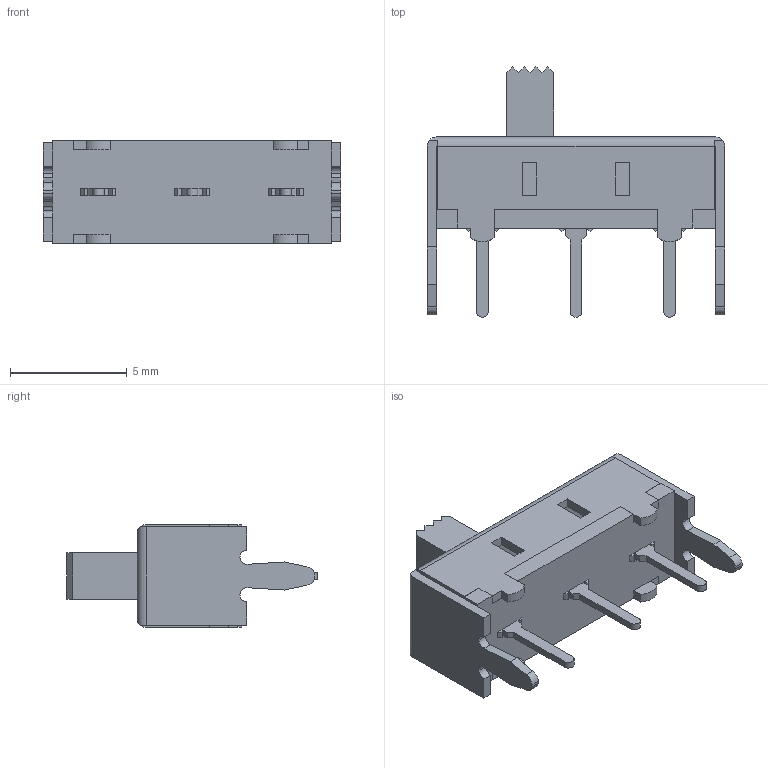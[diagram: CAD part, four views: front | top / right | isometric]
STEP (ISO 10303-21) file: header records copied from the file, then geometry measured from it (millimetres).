
FILE_DESCRIPTION (( 'STEP AP203' ), '1' );
FILE_NAME ('Same_Sky_SLW-1277744-3A-N-D.step', '2025-01-07T19:01:44', ( '' ), ( '' ), 'SwSTEP 2.0', 'SolidWorks 2024', '' );
FILE_SCHEMA (( 'CONFIG_CONTROL_DESIGN' ));
Length unit declared in the file: inch
Products named in the file (1): Same_Sky_SLW-1277744-3A-N-D
Bounding box: 12.7 x 10.7 x 4.4 mm (x, y, z)
Volume: 119 mm3; surface area: 541.7 mm2
Topology: 2 solids, 2 shells, 173 faces, 469 edges, 304 vertices
Faces by surface type: plane 150, cylinder 23
Entity records: 5426 total; most frequent: CARTESIAN_POINT 959, ORIENTED_EDGE 938, DIRECTION 859, EDGE_CURVE 469, LINE 419, VECTOR 419, VERTEX_POINT 304, AXIS2_PLACEMENT_3D 220
